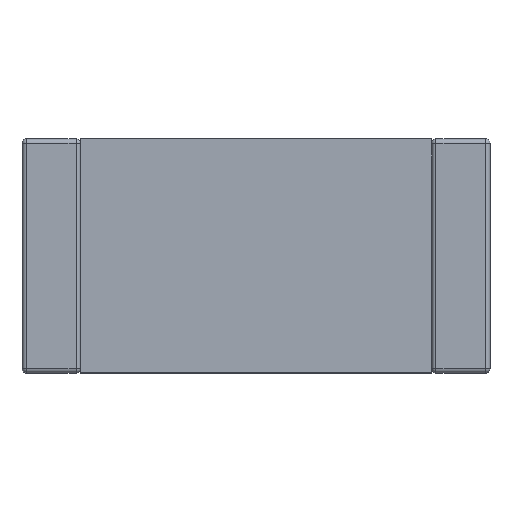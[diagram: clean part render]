
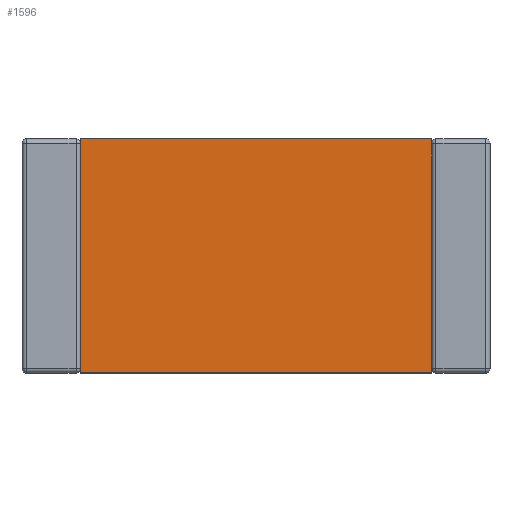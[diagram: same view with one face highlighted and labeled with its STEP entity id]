
A CAD part, top view. The second image highlights one B-rep face of the part: STEP entity #1596.
In plain terms, the highlighted planar face has unit normal (0, 0, 1).
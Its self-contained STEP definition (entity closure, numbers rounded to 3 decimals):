
#1467 = VERTEX_POINT('',#1468);
#1468 = CARTESIAN_POINT('',(-1.2,0.8,0.56));
#1474 = EDGE_CURVE('',#1467,#1475,#1477,.T.);
#1475 = VERTEX_POINT('',#1476);
#1476 = CARTESIAN_POINT('',(1.2,0.8,0.56));
#1477 = LINE('',#1478,#1479);
#1478 = CARTESIAN_POINT('',(-1.2,0.8,0.56));
#1479 = VECTOR('',#1480,1.);
#1480 = DIRECTION('',(1.,0.,0.));
#1505 = EDGE_CURVE('',#1475,#1506,#1508,.T.);
#1506 = VERTEX_POINT('',#1507);
#1507 = CARTESIAN_POINT('',(1.2,-0.8,0.56));
#1508 = LINE('',#1509,#1510);
#1509 = CARTESIAN_POINT('',(1.2,0.8,0.56));
#1510 = VECTOR('',#1511,1.);
#1511 = DIRECTION('',(0.,-1.,0.));
#1536 = EDGE_CURVE('',#1506,#1537,#1539,.T.);
#1537 = VERTEX_POINT('',#1538);
#1538 = CARTESIAN_POINT('',(-1.2,-0.8,0.56));
#1539 = LINE('',#1540,#1541);
#1540 = CARTESIAN_POINT('',(1.2,-0.8,0.56));
#1541 = VECTOR('',#1542,1.);
#1542 = DIRECTION('',(-1.,0.,0.));
#1567 = EDGE_CURVE('',#1537,#1467,#1568,.T.);
#1568 = LINE('',#1569,#1570);
#1569 = CARTESIAN_POINT('',(-1.2,-0.8,0.56));
#1570 = VECTOR('',#1571,1.);
#1571 = DIRECTION('',(0.,1.,0.));
#1596 = ADVANCED_FACE('',(#1597),#1603,.T.);
#1597 = FACE_BOUND('',#1598,.F.);
#1598 = EDGE_LOOP('',(#1599,#1600,#1601,#1602));
#1599 = ORIENTED_EDGE('',*,*,#1474,.T.);
#1600 = ORIENTED_EDGE('',*,*,#1505,.T.);
#1601 = ORIENTED_EDGE('',*,*,#1536,.T.);
#1602 = ORIENTED_EDGE('',*,*,#1567,.T.);
#1603 = PLANE('',#1604);
#1604 = AXIS2_PLACEMENT_3D('',#1605,#1606,#1607);
#1605 = CARTESIAN_POINT('',(0.,0.,0.56));
#1606 = DIRECTION('',(0.,0.,1.));
#1607 = DIRECTION('',(1.,0.,0.));
